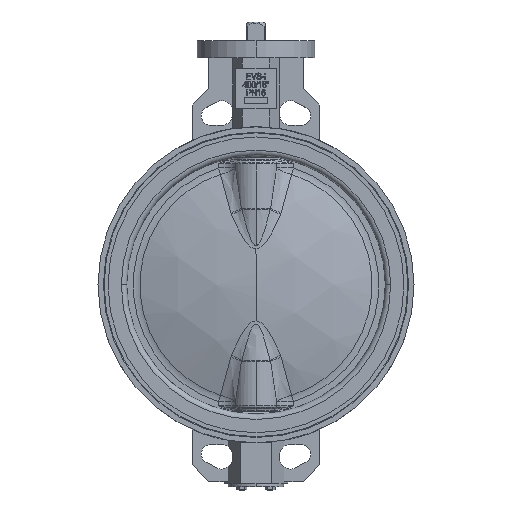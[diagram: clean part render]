
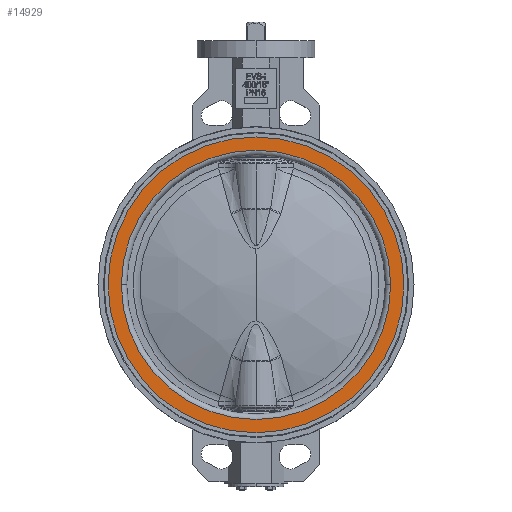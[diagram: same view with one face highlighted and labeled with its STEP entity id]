
A CAD part, top view. The second image highlights one B-rep face of the part: STEP entity #14929.
In plain terms, the highlighted planar face has unit normal (0, 0, 1).
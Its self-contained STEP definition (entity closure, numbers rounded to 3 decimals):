
#291 = EDGE_CURVE ( 'NONE', #19441, #21975, #3508, .T. ) ;
#915 = CIRCLE ( 'NONE', #2939, 220. ) ;
#1125 = CIRCLE ( 'NONE', #23107, 220. ) ;
#1253 = VERTEX_POINT ( 'NONE', #19242 ) ;
#1921 = CARTESIAN_POINT ( 'NONE',  ( 0., 200.3, 52.5 ) ) ;
#2020 = DIRECTION ( 'NONE',  ( 0., 0., 1. ) ) ;
#2939 = AXIS2_PLACEMENT_3D ( 'NONE', #21500, #8800, #21425 ) ;
#3336 = VERTEX_POINT ( 'NONE', #15435 ) ;
#3508 = CIRCLE ( 'NONE', #19554, 200.3 ) ;
#3543 = ORIENTED_EDGE ( 'NONE', *, *, #6112, .T. ) ;
#4290 = CARTESIAN_POINT ( 'NONE',  ( 0., 0., 52.5 ) ) ;
#5191 = DIRECTION ( 'NONE',  ( 0., 0., -1. ) ) ;
#5573 = CIRCLE ( 'NONE', #9076, 200.3 ) ;
#6103 = CARTESIAN_POINT ( 'NONE',  ( 0., 0., 52.5 ) ) ;
#6112 = EDGE_CURVE ( 'NONE', #1253, #3336, #1125, .T. ) ;
#6374 = CARTESIAN_POINT ( 'NONE',  ( -200.3, 0., 52.5 ) ) ;
#6380 = EDGE_CURVE ( 'NONE', #21975, #19441, #5573, .T. ) ;
#8800 = DIRECTION ( 'NONE',  ( 0., 0., 1. ) ) ;
#8861 = CARTESIAN_POINT ( 'NONE',  ( 200.3, 0., 52.5 ) ) ;
#9076 = AXIS2_PLACEMENT_3D ( 'NONE', #14397, #2020, #16182 ) ;
#9997 = AXIS2_PLACEMENT_3D ( 'NONE', #1921, #5191, #16010 ) ;
#12317 = FACE_OUTER_BOUND ( 'NONE', #12504, .T. ) ;
#12504 = EDGE_LOOP ( 'NONE', ( #14568, #3543 ) ) ;
#13127 = DIRECTION ( 'NONE',  ( 0., 0., 1. ) ) ;
#13277 = DIRECTION ( 'NONE',  ( 1., 0., 0. ) ) ;
#13347 = DIRECTION ( 'NONE',  ( 0., 0., 1. ) ) ;
#13659 = ORIENTED_EDGE ( 'NONE', *, *, #291, .F. ) ;
#14397 = CARTESIAN_POINT ( 'NONE',  ( 0., 0., 52.5 ) ) ;
#14568 = ORIENTED_EDGE ( 'NONE', *, *, #14632, .T. ) ;
#14632 = EDGE_CURVE ( 'NONE', #3336, #1253, #915, .T. ) ;
#14929 = ADVANCED_FACE ( 'NONE', ( #15916, #12317 ), #15846, .F. ) ;
#15435 = CARTESIAN_POINT ( 'NONE',  ( 220., 0., 52.5 ) ) ;
#15846 = PLANE ( 'NONE',  #9997 ) ;
#15916 = FACE_BOUND ( 'NONE', #23101, .T. ) ;
#16010 = DIRECTION ( 'NONE',  ( -1., 0., 0. ) ) ;
#16182 = DIRECTION ( 'NONE',  ( 1., 0., 0. ) ) ;
#17508 = ORIENTED_EDGE ( 'NONE', *, *, #6380, .F. ) ;
#18556 = DIRECTION ( 'NONE',  ( 1., 0., 0. ) ) ;
#19242 = CARTESIAN_POINT ( 'NONE',  ( -220., 0., 52.5 ) ) ;
#19441 = VERTEX_POINT ( 'NONE', #8861 ) ;
#19554 = AXIS2_PLACEMENT_3D ( 'NONE', #6103, #13127, #13277 ) ;
#21425 = DIRECTION ( 'NONE',  ( 1., 0., 0. ) ) ;
#21500 = CARTESIAN_POINT ( 'NONE',  ( 0., 0., 52.5 ) ) ;
#21975 = VERTEX_POINT ( 'NONE', #6374 ) ;
#23101 = EDGE_LOOP ( 'NONE', ( #13659, #17508 ) ) ;
#23107 = AXIS2_PLACEMENT_3D ( 'NONE', #4290, #13347, #18556 ) ;
